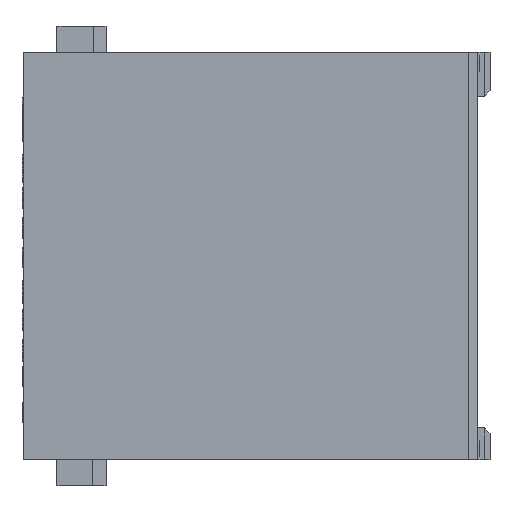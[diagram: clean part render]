
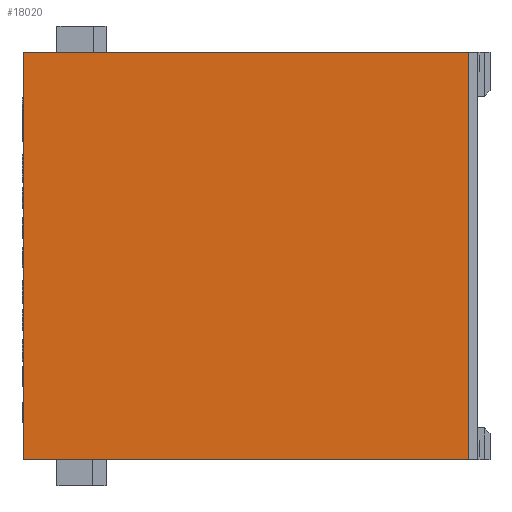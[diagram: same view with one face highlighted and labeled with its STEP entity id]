
A CAD part, left-side view. The second image highlights one B-rep face of the part: STEP entity #18020.
In plain terms, the highlighted planar face has unit normal (-1, 0, 0).
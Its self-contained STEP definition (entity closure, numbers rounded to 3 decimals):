
#179=DIRECTION('',(0.,0.,1.));
#180=VECTOR('',#179,30.3);
#181=CARTESIAN_POINT('',(-7.3,0.,-15.15));
#182=LINE('',#181,#180);
#4094=DIRECTION('',(0.,-1.,0.));
#4095=VECTOR('',#4094,33.1);
#4096=CARTESIAN_POINT('',(-7.3,0.,15.15));
#4097=LINE('',#4096,#4095);
#4278=DIRECTION('',(0.,0.,-1.));
#4279=VECTOR('',#4278,30.3);
#4280=CARTESIAN_POINT('',(-7.3,-33.1,15.15));
#4281=LINE('',#4280,#4279);
#4282=DIRECTION('',(0.,-1.,0.));
#4283=VECTOR('',#4282,33.1);
#4284=CARTESIAN_POINT('',(-7.3,0.,-15.15));
#4285=LINE('',#4284,#4283);
#11207=CARTESIAN_POINT('',(-7.3,0.,15.15));
#11209=VERTEX_POINT('',#11207);
#11213=CARTESIAN_POINT('',(-7.3,0.,-15.15));
#11214=VERTEX_POINT('',#11213);
#11240=CARTESIAN_POINT('',(-7.3,-33.1,-15.15));
#11242=VERTEX_POINT('',#11240);
#11243=CARTESIAN_POINT('',(-7.3,-33.1,15.15));
#11244=VERTEX_POINT('',#11243);
#18009=CARTESIAN_POINT('',(-7.3,0.,-15.15));
#18010=DIRECTION('',(-1.,0.,0.));
#18011=DIRECTION('',(0.,0.,1.));
#18012=AXIS2_PLACEMENT_3D('',#18009,#18010,#18011);
#18013=PLANE('',#18012);
#18014=ORIENTED_EDGE('',*,*,#17839,.T.);
#18015=ORIENTED_EDGE('',*,*,#17858,.F.);
#18016=ORIENTED_EDGE('',*,*,#14842,.T.);
#18017=ORIENTED_EDGE('',*,*,#17703,.T.);
#18018=EDGE_LOOP('',(#18014,#18015,#18016,#18017));
#18019=FACE_OUTER_BOUND('',#18018,.F.);
#18020=ADVANCED_FACE('',(#18019),#18013,.T.);
#14842=EDGE_CURVE('',#11214,#11209,#182,.T.);
#17703=EDGE_CURVE('',#11209,#11244,#4097,.T.);
#17839=EDGE_CURVE('',#11244,#11242,#4281,.T.);
#17858=EDGE_CURVE('',#11214,#11242,#4285,.T.);
